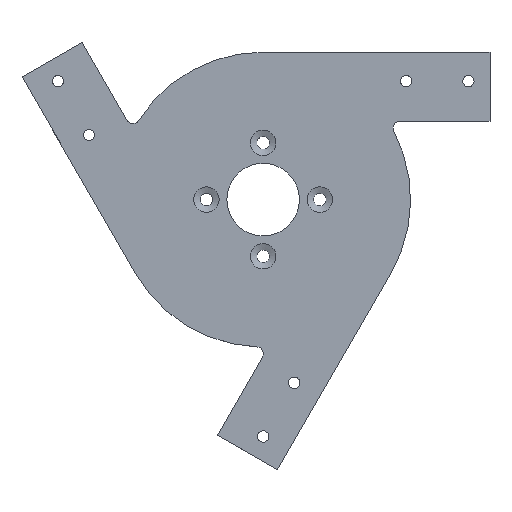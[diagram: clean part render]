
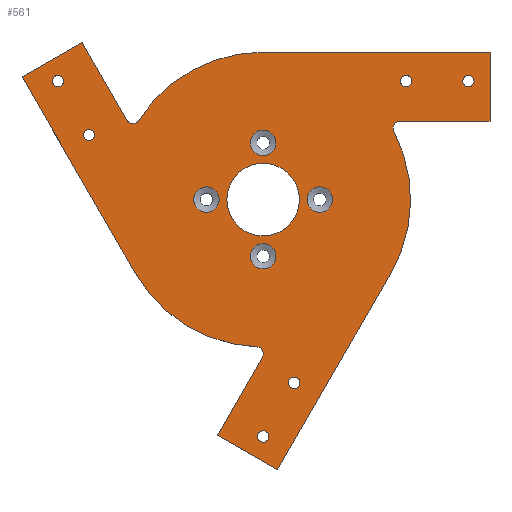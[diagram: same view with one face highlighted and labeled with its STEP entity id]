
A CAD part, top view. The second image highlights one B-rep face of the part: STEP entity #561.
In plain terms, the highlighted planar face has unit normal (0, 0, 1).
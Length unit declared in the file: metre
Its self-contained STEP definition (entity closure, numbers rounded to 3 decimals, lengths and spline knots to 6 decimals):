
#16=PLANE('',#618);
#33=LINE('',#907,#66);
#34=LINE('',#909,#67);
#35=LINE('',#911,#68);
#36=LINE('',#914,#69);
#37=LINE('',#916,#70);
#38=LINE('',#918,#71);
#39=LINE('',#921,#72);
#40=LINE('',#923,#73);
#41=LINE('',#925,#74);
#66=VECTOR('',#734,1.);
#67=VECTOR('',#735,1.);
#68=VECTOR('',#736,1.);
#69=VECTOR('',#739,1.);
#70=VECTOR('',#740,1.);
#71=VECTOR('',#741,1.);
#72=VECTOR('',#744,1.);
#73=VECTOR('',#745,1.);
#74=VECTOR('',#746,1.);
#111=ORIENTED_EDGE('',*,*,#253,.T.);
#112=ORIENTED_EDGE('',*,*,#254,.T.);
#113=ORIENTED_EDGE('',*,*,#255,.T.);
#114=ORIENTED_EDGE('',*,*,#256,.T.);
#115=ORIENTED_EDGE('',*,*,#257,.F.);
#116=ORIENTED_EDGE('',*,*,#235,.T.);
#117=ORIENTED_EDGE('',*,*,#258,.F.);
#118=ORIENTED_EDGE('',*,*,#237,.T.);
#119=ORIENTED_EDGE('',*,*,#259,.F.);
#120=ORIENTED_EDGE('',*,*,#239,.T.);
#121=ORIENTED_EDGE('',*,*,#260,.F.);
#122=ORIENTED_EDGE('',*,*,#243,.T.);
#123=ORIENTED_EDGE('',*,*,#261,.T.);
#124=ORIENTED_EDGE('',*,*,#262,.T.);
#125=ORIENTED_EDGE('',*,*,#263,.F.);
#126=ORIENTED_EDGE('',*,*,#264,.F.);
#127=ORIENTED_EDGE('',*,*,#251,.T.);
#128=ORIENTED_EDGE('',*,*,#265,.T.);
#129=ORIENTED_EDGE('',*,*,#266,.T.);
#130=ORIENTED_EDGE('',*,*,#267,.F.);
#131=ORIENTED_EDGE('',*,*,#268,.F.);
#132=ORIENTED_EDGE('',*,*,#247,.T.);
#133=ORIENTED_EDGE('',*,*,#269,.T.);
#134=ORIENTED_EDGE('',*,*,#270,.T.);
#135=ORIENTED_EDGE('',*,*,#271,.F.);
#136=ORIENTED_EDGE('',*,*,#272,.F.);
#235=EDGE_CURVE('',#306,#306,#362,.T.);
#237=EDGE_CURVE('',#308,#308,#364,.T.);
#239=EDGE_CURVE('',#310,#310,#366,.T.);
#243=EDGE_CURVE('',#315,#314,#369,.T.);
#247=EDGE_CURVE('',#319,#318,#371,.T.);
#251=EDGE_CURVE('',#323,#322,#373,.T.);
#253=EDGE_CURVE('',#324,#324,#374,.T.);
#254=EDGE_CURVE('',#325,#325,#375,.T.);
#255=EDGE_CURVE('',#326,#326,#376,.T.);
#256=EDGE_CURVE('',#327,#327,#377,.T.);
#257=EDGE_CURVE('',#328,#328,#378,.T.);
#258=EDGE_CURVE('',#329,#329,#379,.T.);
#259=EDGE_CURVE('',#330,#330,#380,.T.);
#260=EDGE_CURVE('',#331,#331,#381,.T.);
#261=EDGE_CURVE('',#314,#332,#382,.F.);
#262=EDGE_CURVE('',#332,#333,#33,.T.);
#263=EDGE_CURVE('',#334,#333,#34,.T.);
#264=EDGE_CURVE('',#323,#334,#35,.T.);
#265=EDGE_CURVE('',#322,#335,#383,.F.);
#266=EDGE_CURVE('',#335,#336,#36,.T.);
#267=EDGE_CURVE('',#337,#336,#37,.T.);
#268=EDGE_CURVE('',#319,#337,#38,.T.);
#269=EDGE_CURVE('',#318,#338,#384,.F.);
#270=EDGE_CURVE('',#338,#339,#39,.T.);
#271=EDGE_CURVE('',#340,#339,#40,.T.);
#272=EDGE_CURVE('',#315,#340,#41,.T.);
#306=VERTEX_POINT('',#848);
#308=VERTEX_POINT('',#853);
#310=VERTEX_POINT('',#858);
#314=VERTEX_POINT('',#866);
#315=VERTEX_POINT('',#868);
#318=VERTEX_POINT('',#875);
#319=VERTEX_POINT('',#877);
#322=VERTEX_POINT('',#884);
#323=VERTEX_POINT('',#886);
#324=VERTEX_POINT('',#890);
#325=VERTEX_POINT('',#892);
#326=VERTEX_POINT('',#894);
#327=VERTEX_POINT('',#896);
#328=VERTEX_POINT('',#898);
#329=VERTEX_POINT('',#900);
#330=VERTEX_POINT('',#902);
#331=VERTEX_POINT('',#904);
#332=VERTEX_POINT('',#906);
#333=VERTEX_POINT('',#908);
#334=VERTEX_POINT('',#910);
#335=VERTEX_POINT('',#913);
#336=VERTEX_POINT('',#915);
#337=VERTEX_POINT('',#917);
#338=VERTEX_POINT('',#920);
#339=VERTEX_POINT('',#922);
#340=VERTEX_POINT('',#924);
#362=CIRCLE('',#601,0.0025);
#364=CIRCLE('',#604,0.0025);
#366=CIRCLE('',#607,0.0025);
#369=CIRCLE('',#611,0.065);
#371=CIRCLE('',#614,0.065);
#373=CIRCLE('',#617,0.065);
#374=CIRCLE('',#619,0.0056);
#375=CIRCLE('',#620,0.0056);
#376=CIRCLE('',#621,0.0056);
#377=CIRCLE('',#622,0.0056);
#378=CIRCLE('',#623,0.016);
#379=CIRCLE('',#624,0.0025);
#380=CIRCLE('',#625,0.0025);
#381=CIRCLE('',#626,0.0025);
#382=CIRCLE('',#627,0.003);
#383=CIRCLE('',#628,0.003);
#384=CIRCLE('',#629,0.003);
#409=EDGE_LOOP('',(#111));
#410=EDGE_LOOP('',(#112));
#411=EDGE_LOOP('',(#113));
#412=EDGE_LOOP('',(#114));
#413=EDGE_LOOP('',(#115));
#414=EDGE_LOOP('',(#116));
#415=EDGE_LOOP('',(#117));
#416=EDGE_LOOP('',(#118));
#417=EDGE_LOOP('',(#119));
#418=EDGE_LOOP('',(#120));
#419=EDGE_LOOP('',(#121));
#420=EDGE_LOOP('',(#122,#123,#124,#125,#126,#127,#128,#129,#130,#131,#132,
#133,#134,#135,#136));
#478=FACE_BOUND('',#409,.T.);
#479=FACE_BOUND('',#410,.T.);
#480=FACE_BOUND('',#411,.T.);
#481=FACE_BOUND('',#412,.T.);
#482=FACE_BOUND('',#413,.T.);
#483=FACE_BOUND('',#414,.T.);
#484=FACE_BOUND('',#415,.T.);
#485=FACE_BOUND('',#416,.T.);
#486=FACE_BOUND('',#417,.T.);
#487=FACE_BOUND('',#418,.T.);
#488=FACE_BOUND('',#419,.T.);
#489=FACE_BOUND('',#420,.T.);
#561=ADVANCED_FACE('',(#478,#479,#480,#481,#482,#483,#484,#485,#486,#487,
#488,#489),#16,.T.);
#601=AXIS2_PLACEMENT_3D('',#847,#674,#675);
#604=AXIS2_PLACEMENT_3D('',#852,#680,#681);
#607=AXIS2_PLACEMENT_3D('',#857,#686,#687);
#611=AXIS2_PLACEMENT_3D('',#867,#695,#696);
#614=AXIS2_PLACEMENT_3D('',#876,#703,#704);
#617=AXIS2_PLACEMENT_3D('',#885,#711,#712);
#618=AXIS2_PLACEMENT_3D('',#888,#714,#715);
#619=AXIS2_PLACEMENT_3D('',#889,#716,#717);
#620=AXIS2_PLACEMENT_3D('',#891,#718,#719);
#621=AXIS2_PLACEMENT_3D('',#893,#720,#721);
#622=AXIS2_PLACEMENT_3D('',#895,#722,#723);
#623=AXIS2_PLACEMENT_3D('',#897,#724,#725);
#624=AXIS2_PLACEMENT_3D('',#899,#726,#727);
#625=AXIS2_PLACEMENT_3D('',#901,#728,#729);
#626=AXIS2_PLACEMENT_3D('',#903,#730,#731);
#627=AXIS2_PLACEMENT_3D('',#905,#732,#733);
#628=AXIS2_PLACEMENT_3D('',#912,#737,#738);
#629=AXIS2_PLACEMENT_3D('',#919,#742,#743);
#674=DIRECTION('',(0.,0.,-1.));
#675=DIRECTION('',(0.5,-0.866,0.));
#680=DIRECTION('',(0.,0.,-1.));
#681=DIRECTION('',(0.5,-0.866,0.));
#686=DIRECTION('',(0.,0.,-1.));
#687=DIRECTION('',(0.5,-0.866,0.));
#695=DIRECTION('',(0.,0.,1.));
#696=DIRECTION('',(1.,0.,0.));
#703=DIRECTION('',(0.,0.,1.));
#704=DIRECTION('',(1.,0.,0.));
#711=DIRECTION('',(0.,0.,1.));
#712=DIRECTION('',(1.,0.,0.));
#714=DIRECTION('',(0.,0.,1.));
#715=DIRECTION('',(1.,0.,0.));
#716=DIRECTION('',(0.,0.,-1.));
#717=DIRECTION('',(-1.,0.,0.));
#718=DIRECTION('',(0.,0.,-1.));
#719=DIRECTION('',(-1.,0.,0.));
#720=DIRECTION('',(0.,0.,-1.));
#721=DIRECTION('',(-1.,0.,0.));
#722=DIRECTION('',(0.,0.,-1.));
#723=DIRECTION('',(-1.,0.,0.));
#724=DIRECTION('',(0.,0.,1.));
#725=DIRECTION('',(1.,0.,0.));
#726=DIRECTION('',(0.,0.,1.));
#727=DIRECTION('',(1.,0.,0.));
#728=DIRECTION('',(0.,0.,1.));
#729=DIRECTION('',(1.,0.,0.));
#730=DIRECTION('',(0.,0.,1.));
#731=DIRECTION('',(1.,0.,0.));
#732=DIRECTION('',(0.,0.,1.));
#733=DIRECTION('',(1.,0.,0.));
#734=DIRECTION('',(-0.5,-0.866,0.));
#735=DIRECTION('',(-0.866,0.5,0.));
#736=DIRECTION('',(-0.5,-0.866,0.));
#737=DIRECTION('',(0.,0.,1.));
#738=DIRECTION('',(1.,0.,0.));
#739=DIRECTION('',(1.,0.,0.));
#740=DIRECTION('',(0.,-1.,0.));
#741=DIRECTION('',(1.,0.,0.));
#742=DIRECTION('',(0.,0.,1.));
#743=DIRECTION('',(1.,0.,0.));
#744=DIRECTION('',(-0.5,0.866,0.));
#745=DIRECTION('',(0.866,0.5,0.));
#746=DIRECTION('',(-0.5,0.866,0.));
#847=CARTESIAN_POINT('',(0.063044,0.052225,0.005));
#848=CARTESIAN_POINT('',(0.064294,0.05006,0.005));
#852=CARTESIAN_POINT('',(-0.07675,0.028485,0.005));
#853=CARTESIAN_POINT('',(-0.0755,0.02632,0.005));
#857=CARTESIAN_POINT('',(0.013706,-0.08071,0.005));
#858=CARTESIAN_POINT('',(0.014956,-0.082875,0.005));
#866=CARTESIAN_POINT('',(-0.00278,-0.064941,0.005));
#867=CARTESIAN_POINT('',(0.,0.,0.005));
#868=CARTESIAN_POINT('',(-0.056292,-0.0325,0.005));
#875=CARTESIAN_POINT('',(-0.05485,0.034878,0.005));
#876=CARTESIAN_POINT('',(0.,0.,0.005));
#877=CARTESIAN_POINT('',(0.,0.065,0.005));
#884=CARTESIAN_POINT('',(0.05763,0.030063,0.005));
#885=CARTESIAN_POINT('',(0.,0.,0.005));
#886=CARTESIAN_POINT('',(0.056292,-0.0325,0.005));
#888=CARTESIAN_POINT('',(0.,0.,0.005));
#889=CARTESIAN_POINT('',(-0.025,0.,0.005));
#890=CARTESIAN_POINT('',(-0.0306,0.,0.005));
#891=CARTESIAN_POINT('',(0.,0.025,0.005));
#892=CARTESIAN_POINT('',(-0.0056,0.025,0.005));
#893=CARTESIAN_POINT('',(0.,-0.025,0.005));
#894=CARTESIAN_POINT('',(-0.0056,-0.025,0.005));
#895=CARTESIAN_POINT('',(0.025,0.,0.005));
#896=CARTESIAN_POINT('',(0.0194,0.,0.005));
#897=CARTESIAN_POINT('',(0.,0.,0.005));
#898=CARTESIAN_POINT('',(0.016,0.,0.005));
#899=CARTESIAN_POINT('',(-0.090456,0.052225,0.005));
#900=CARTESIAN_POINT('',(-0.087956,0.052225,0.005));
#901=CARTESIAN_POINT('',(0.090456,0.052225,0.005));
#902=CARTESIAN_POINT('',(0.092956,0.052225,0.005));
#903=CARTESIAN_POINT('',(0.,-0.10445,0.005));
#904=CARTESIAN_POINT('',(0.0025,-0.10445,0.005));
#905=CARTESIAN_POINT('',(-0.002909,-0.067938,0.005));
#906=CARTESIAN_POINT('',(-0.00031,-0.069438,0.005));
#907=CARTESIAN_POINT('',(0.004835,-0.060526,0.005));
#908=CARTESIAN_POINT('',(-0.020165,-0.103828,0.005));
#909=CARTESIAN_POINT('',(-0.006937,-0.111465,0.005));
#910=CARTESIAN_POINT('',(0.006292,-0.119103,0.005));
#911=CARTESIAN_POINT('',(0.031292,-0.075801,0.005));
#912=CARTESIAN_POINT('',(0.06029,0.03145,0.005));
#913=CARTESIAN_POINT('',(0.06029,0.03445,0.005));
#914=CARTESIAN_POINT('',(0.05,0.03445,0.005));
#915=CARTESIAN_POINT('',(0.1,0.03445,0.005));
#916=CARTESIAN_POINT('',(0.1,0.049725,0.005));
#917=CARTESIAN_POINT('',(0.1,0.065,0.005));
#918=CARTESIAN_POINT('',(0.05,0.065,0.005));
#919=CARTESIAN_POINT('',(-0.057382,0.036488,0.005));
#920=CARTESIAN_POINT('',(-0.05998,0.034988,0.005));
#921=CARTESIAN_POINT('',(-0.054835,0.026076,0.005));
#922=CARTESIAN_POINT('',(-0.079835,0.069378,0.005));
#923=CARTESIAN_POINT('',(-0.093063,0.06174,0.005));
#924=CARTESIAN_POINT('',(-0.106292,0.054103,0.005));
#925=CARTESIAN_POINT('',(-0.081292,0.010801,0.005));
